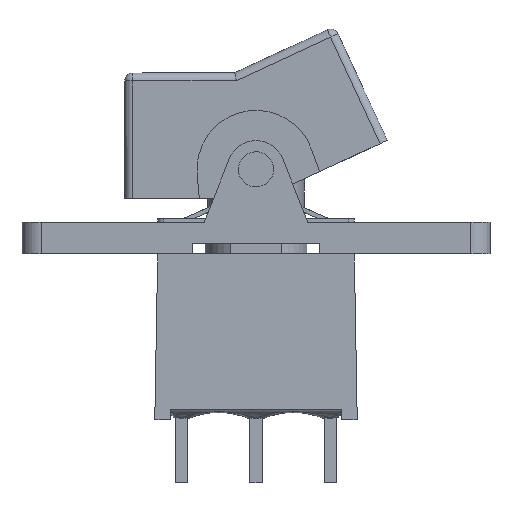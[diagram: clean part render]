
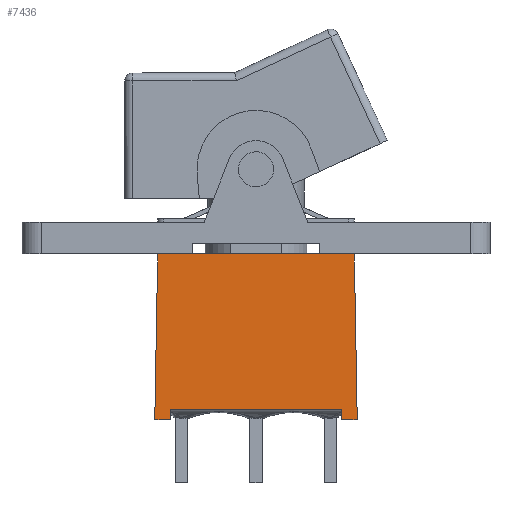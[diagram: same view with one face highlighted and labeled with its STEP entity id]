
A CAD part, front view. The second image highlights one B-rep face of the part: STEP entity #7436.
In plain terms, the highlighted planar face has unit normal (0, -1, 0.018).
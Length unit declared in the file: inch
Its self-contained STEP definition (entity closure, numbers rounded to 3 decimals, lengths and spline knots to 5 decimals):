
#3628=CARTESIAN_POINT('',(0.24285,-0.12277,0.40945));
#3629=VERTEX_POINT('',#3628);
#3630=CARTESIAN_POINT('',(0.15748,-0.12277,0.40945));
#3631=VERTEX_POINT('',#3630);
#3632=CARTESIAN_POINT('',(0.24285,-0.12277,0.40945));
#3633=DIRECTION('',(-1.0,0.0,0.0));
#3634=VECTOR('',#3633,0.08537);
#3635=LINE('',#3632,#3634);
#3636=EDGE_CURVE('',#3629,#3631,#3635,.T.);
#3739=CARTESIAN_POINT('',(-0.24285,-0.12277,0.40945));
#3740=VERTEX_POINT('',#3739);
#3747=CARTESIAN_POINT('',(-0.15748,-0.12277,0.40945));
#3748=VERTEX_POINT('',#3747);
#3749=CARTESIAN_POINT('',(-0.15748,-0.12277,0.40945));
#3750=DIRECTION('',(-1.0,0.0,0.0));
#3751=VECTOR('',#3750,0.08537);
#3752=LINE('',#3749,#3751);
#3753=EDGE_CURVE('',#3748,#3740,#3752,.T.);
#4572=CARTESIAN_POINT('',(0.15748,-0.12277,0.40945));
#4573=DIRECTION('',(-1.0,0.0,0.0));
#4574=VECTOR('',#4573,0.31496);
#4575=LINE('',#4572,#4574);
#4576=EDGE_CURVE('',#3631,#3748,#4575,.T.);
#6984=CARTESIAN_POINT('',(0.21063,-0.12947,0.02559));
#6985=VERTEX_POINT('',#6984);
#6986=CARTESIAN_POINT('',(0.21063,-0.12992,0.0));
#6987=VERTEX_POINT('',#6986);
#6988=CARTESIAN_POINT('',(0.21063,-0.12947,0.02559));
#6989=DIRECTION('',(0.0,-0.017,-1.));
#6990=VECTOR('',#6989,0.02559);
#6991=LINE('',#6988,#6990);
#6992=EDGE_CURVE('',#6985,#6987,#6991,.T.);
#7079=CARTESIAN_POINT('',(-0.21063,-0.12947,0.02559));
#7080=VERTEX_POINT('',#7079);
#7081=CARTESIAN_POINT('',(-0.21063,-0.12947,0.02559));
#7082=DIRECTION('',(1.0,0.0,0.0));
#7083=VECTOR('',#7082,0.42126);
#7084=LINE('',#7081,#7083);
#7085=EDGE_CURVE('',#7080,#6985,#7084,.T.);
#7262=CARTESIAN_POINT('',(-0.21063,-0.12992,0.0));
#7263=VERTEX_POINT('',#7262);
#7264=CARTESIAN_POINT('',(-0.21063,-0.12992,0.0));
#7265=DIRECTION('',(0.0,0.017,1.));
#7266=VECTOR('',#7265,0.02559);
#7267=LINE('',#7264,#7266);
#7268=EDGE_CURVE('',#7263,#7080,#7267,.T.);
#7304=CARTESIAN_POINT('',(0.25,-0.12992,0.0));
#7305=VERTEX_POINT('',#7304);
#7306=CARTESIAN_POINT('',(0.25,-0.12992,0.0));
#7307=DIRECTION('',(-0.017,0.017,1.));
#7308=VECTOR('',#7307,0.40957);
#7309=LINE('',#7306,#7308);
#7310=EDGE_CURVE('',#7305,#3629,#7309,.T.);
#7391=CARTESIAN_POINT('',(-0.25,-0.12992,0.0));
#7392=VERTEX_POINT('',#7391);
#7393=CARTESIAN_POINT('',(-0.21063,-0.12992,0.0));
#7394=DIRECTION('',(-1.0,0.0,0.0));
#7395=VECTOR('',#7394,0.03937);
#7396=LINE('',#7393,#7395);
#7397=EDGE_CURVE('',#7263,#7392,#7396,.T.);
#7409=CARTESIAN_POINT('',(-0.275,-0.12242,0.42992));
#7410=DIRECTION('',(0.,-1.,0.017));
#7411=DIRECTION('',(0.0,-0.017,-1.));
#7412=AXIS2_PLACEMENT_3D('',#7409,#7410,#7411);
#7413=PLANE('',#7412);
#7414=ORIENTED_EDGE('',*,*,#6992,.T.);
#7415=CARTESIAN_POINT('',(0.25,-0.12992,0.0));
#7416=DIRECTION('',(-1.0,0.0,0.0));
#7417=VECTOR('',#7416,0.03937);
#7418=LINE('',#7415,#7417);
#7419=EDGE_CURVE('',#7305,#6987,#7418,.T.);
#7420=ORIENTED_EDGE('',*,*,#7419,.F.);
#7421=ORIENTED_EDGE('',*,*,#7310,.T.);
#7422=ORIENTED_EDGE('',*,*,#3636,.T.);
#7423=ORIENTED_EDGE('',*,*,#4576,.T.);
#7424=ORIENTED_EDGE('',*,*,#3753,.T.);
#7425=CARTESIAN_POINT('',(-0.25,-0.12992,0.0));
#7426=DIRECTION('',(0.017,0.017,1.));
#7427=VECTOR('',#7426,0.40957);
#7428=LINE('',#7425,#7427);
#7429=EDGE_CURVE('',#7392,#3740,#7428,.T.);
#7430=ORIENTED_EDGE('',*,*,#7429,.F.);
#7431=ORIENTED_EDGE('',*,*,#7397,.F.);
#7432=ORIENTED_EDGE('',*,*,#7268,.T.);
#7433=ORIENTED_EDGE('',*,*,#7085,.T.);
#7434=EDGE_LOOP('',(#7414,#7420,#7421,#7422,#7423,#7424,#7430,#7431,#7432,#7433));
#7435=FACE_OUTER_BOUND('',#7434,.T.);
#7436=ADVANCED_FACE('',(#7435),#7413,.T.);
